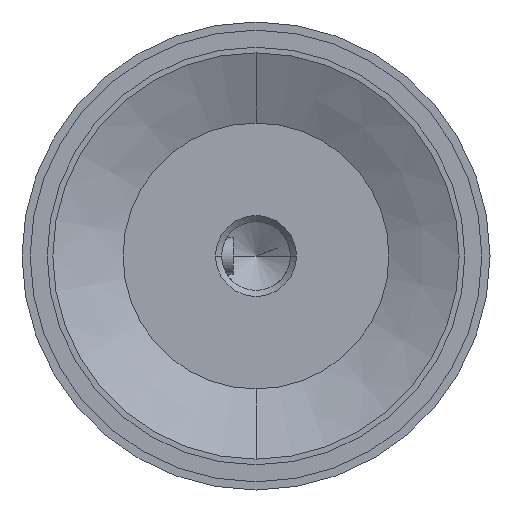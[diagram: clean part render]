
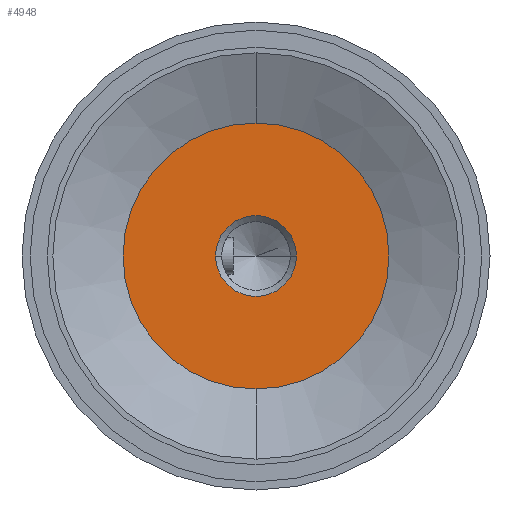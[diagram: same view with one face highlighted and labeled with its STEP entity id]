
A CAD part, left-side view. The second image highlights one B-rep face of the part: STEP entity #4948.
In plain terms, the highlighted face is planar.
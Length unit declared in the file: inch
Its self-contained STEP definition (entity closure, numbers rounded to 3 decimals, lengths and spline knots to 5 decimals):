
#2118=CARTESIAN_POINT('',(0.,0.02,0.));
#2119=DIRECTION('',(0.,-1.,0.));
#2120=DIRECTION('',(0.,0.,1.));
#2121=AXIS2_PLACEMENT_3D('',#2118,#2119,#2120);
#2123=CARTESIAN_POINT('',(0.,0.02,0.));
#2124=DIRECTION('',(0.,-1.,0.));
#2125=DIRECTION('',(0.,0.,-1.));
#2126=AXIS2_PLACEMENT_3D('',#2123,#2124,#2125);
#2128=CARTESIAN_POINT('',(0.,0.02,0.));
#2129=DIRECTION('',(0.,-1.,0.));
#2130=DIRECTION('',(-1.,0.,0.));
#2131=AXIS2_PLACEMENT_3D('',#2128,#2129,#2130);
#2133=CARTESIAN_POINT('',(0.,0.02,0.));
#2134=DIRECTION('',(0.,-1.,0.));
#2135=DIRECTION('',(1.,0.,0.));
#2136=AXIS2_PLACEMENT_3D('',#2133,#2134,#2135);
#2852=CARTESIAN_POINT('',(0.,0.02,0.685));
#2853=CARTESIAN_POINT('',(0.,0.02,-0.685));
#2854=VERTEX_POINT('',#2852);
#2855=VERTEX_POINT('',#2853);
#2872=CARTESIAN_POINT('',(-0.19,0.02,0.));
#2873=CARTESIAN_POINT('',(0.19,0.02,0.));
#2874=VERTEX_POINT('',#2872);
#2875=VERTEX_POINT('',#2873);
#4932=CARTESIAN_POINT('',(0.,0.02,0.));
#4933=DIRECTION('',(0.,-1.,0.));
#4934=DIRECTION('',(0.,0.,1.));
#4935=AXIS2_PLACEMENT_3D('',#4932,#4933,#4934);
#4936=PLANE('',#4935);
#4938=ORIENTED_EDGE('',*,*,#4937,.F.);
#4940=ORIENTED_EDGE('',*,*,#4939,.F.);
#4941=EDGE_LOOP('',(#4938,#4940));
#4942=FACE_OUTER_BOUND('',#4941,.F.);
#4944=ORIENTED_EDGE('',*,*,#4943,.T.);
#4945=ORIENTED_EDGE('',*,*,#4922,.T.);
#4946=EDGE_LOOP('',(#4944,#4945));
#4947=FACE_BOUND('',#4946,.F.);
#4948=ADVANCED_FACE('',(#4942,#4947),#4936,.T.);
#2122=CIRCLE('',#2121,0.685);
#2127=CIRCLE('',#2126,0.685);
#2132=CIRCLE('',#2131,0.19);
#2137=CIRCLE('',#2136,0.19);
#4922=EDGE_CURVE('',#2875,#2874,#2137,.T.);
#4937=EDGE_CURVE('',#2854,#2855,#2122,.T.);
#4939=EDGE_CURVE('',#2855,#2854,#2127,.T.);
#4943=EDGE_CURVE('',#2874,#2875,#2132,.T.);
